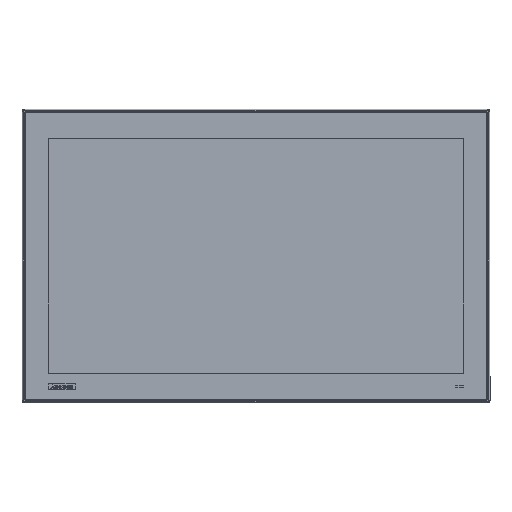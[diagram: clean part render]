
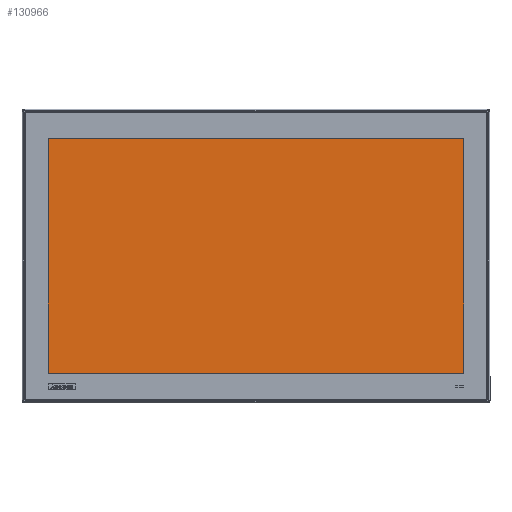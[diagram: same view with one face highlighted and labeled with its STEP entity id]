
A CAD part, top view. The second image highlights one B-rep face of the part: STEP entity #130966.
In plain terms, the highlighted planar face has unit normal (0, 0, 1).
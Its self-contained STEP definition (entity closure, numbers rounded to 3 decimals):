
#472 = DIRECTION ( 'NONE',  ( 0., 1., 0. ) ) ;
#820 = DIRECTION ( 'NONE',  ( 1., 0., 0. ) ) ;
#13047 = LINE ( 'NONE', #148410, #15147 ) ;
#14029 = EDGE_CURVE ( 'NONE', #142962, #77586, #111495, .T. ) ;
#15147 = VECTOR ( 'NONE', #51602, 1000. ) ;
#15370 = VECTOR ( 'NONE', #820, 1000. ) ;
#17416 = DIRECTION ( 'NONE',  ( 0., -1., 0. ) ) ;
#20964 = LINE ( 'NONE', #154549, #110226 ) ;
#25148 = CARTESIAN_POINT ( 'NONE',  ( 221.601, -126.48, 570.25 ) ) ;
#27504 = EDGE_CURVE ( 'NONE', #77586, #95764, #13047, .T. ) ;
#51602 = DIRECTION ( 'NONE',  ( -1., 0., 0. ) ) ;
#59004 = CARTESIAN_POINT ( 'NONE',  ( -306.999, -126.48, 570.25 ) ) ;
#67491 = EDGE_CURVE ( 'NONE', #95764, #74993, #20964, .T. ) ;
#68059 = PLANE ( 'NONE',  #82705 ) ;
#70011 = ORIENTED_EDGE ( 'NONE', *, *, #27504, .T. ) ;
#72431 = LINE ( 'NONE', #59004, #15370 ) ;
#74993 = VERTEX_POINT ( 'NONE', #106983 ) ;
#77586 = VERTEX_POINT ( 'NONE', #120698 ) ;
#78702 = EDGE_CURVE ( 'NONE', #74993, #142962, #72431, .T. ) ;
#80554 = FACE_OUTER_BOUND ( 'NONE', #165839, .T. ) ;
#82705 = AXIS2_PLACEMENT_3D ( 'NONE', #122716, #134388, #93156 ) ;
#89521 = ORIENTED_EDGE ( 'NONE', *, *, #78702, .T. ) ;
#93156 = DIRECTION ( 'NONE',  ( 1., 0., 0. ) ) ;
#93401 = ORIENTED_EDGE ( 'NONE', *, *, #14029, .T. ) ;
#95764 = VERTEX_POINT ( 'NONE', #129330 ) ;
#106983 = CARTESIAN_POINT ( 'NONE',  ( -306.999, -126.48, 570.25 ) ) ;
#110226 = VECTOR ( 'NONE', #17416, 1000. ) ;
#111495 = LINE ( 'NONE', #166214, #113102 ) ;
#113102 = VECTOR ( 'NONE', #472, 1000. ) ;
#120698 = CARTESIAN_POINT ( 'NONE',  ( 221.601, 171.52, 570.25 ) ) ;
#122716 = CARTESIAN_POINT ( 'NONE',  ( -42.699, 22.52, 570.25 ) ) ;
#129330 = CARTESIAN_POINT ( 'NONE',  ( -306.999, 171.52, 570.25 ) ) ;
#130966 = ADVANCED_FACE ( 'NONE', ( #80554 ), #68059, .T. ) ;
#134388 = DIRECTION ( 'NONE',  ( 0., 0., 1. ) ) ;
#142962 = VERTEX_POINT ( 'NONE', #25148 ) ;
#148410 = CARTESIAN_POINT ( 'NONE',  ( 221.601, 171.52, 570.25 ) ) ;
#154549 = CARTESIAN_POINT ( 'NONE',  ( -306.999, 171.52, 570.25 ) ) ;
#160298 = ORIENTED_EDGE ( 'NONE', *, *, #67491, .T. ) ;
#165839 = EDGE_LOOP ( 'NONE', ( #89521, #93401, #70011, #160298 ) ) ;
#166214 = CARTESIAN_POINT ( 'NONE',  ( 221.601, -126.48, 570.25 ) ) ;
